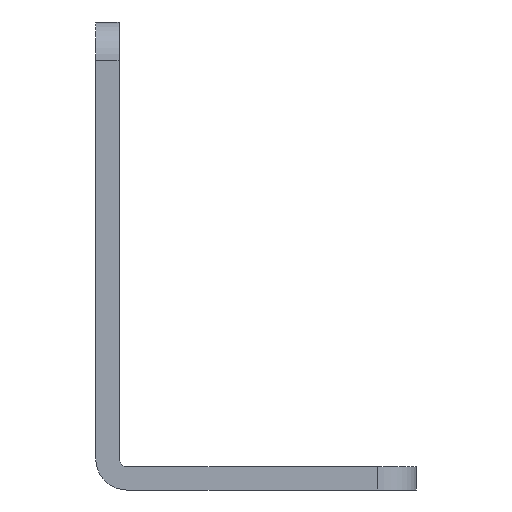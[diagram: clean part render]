
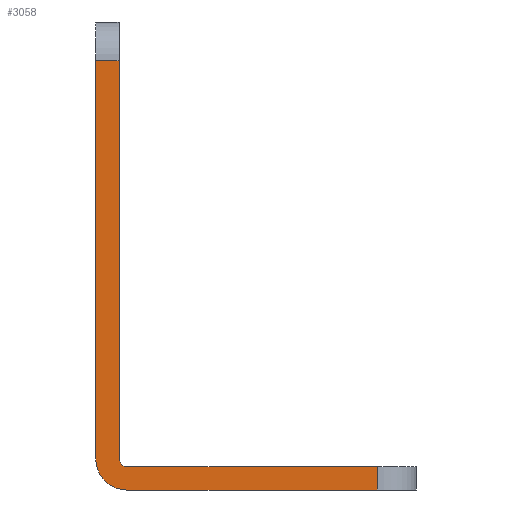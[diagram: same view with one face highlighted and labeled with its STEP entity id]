
A CAD part, left-side view. The second image highlights one B-rep face of the part: STEP entity #3058.
In plain terms, the highlighted planar face has unit normal (-1, 0, 0).
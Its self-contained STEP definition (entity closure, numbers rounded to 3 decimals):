
#97 = CARTESIAN_POINT ( 'NONE',  ( 0., 0., 4. ) ) ;
#169 = LINE ( 'NONE', #1789, #1164 ) ;
#181 = DIRECTION ( 'NONE',  ( -1., 0., 0. ) ) ;
#243 = EDGE_CURVE ( 'NONE', #3098, #2372, #1874, .T. ) ;
#305 = CARTESIAN_POINT ( 'NONE',  ( 0., 3., 4. ) ) ;
#326 = DIRECTION ( 'NONE',  ( 0., 0., -1. ) ) ;
#411 = CARTESIAN_POINT ( 'NONE',  ( 0., 0., 60.3 ) ) ;
#432 = ORIENTED_EDGE ( 'NONE', *, *, #2163, .T. ) ;
#442 = CARTESIAN_POINT ( 'NONE',  ( 0., 3., 55.3 ) ) ;
#471 = CARTESIAN_POINT ( 'NONE',  ( 0., -1., 3. ) ) ;
#619 = EDGE_CURVE ( 'NONE', #885, #1032, #2269, .T. ) ;
#654 = EDGE_CURVE ( 'NONE', #1987, #2372, #1396, .T. ) ;
#772 = CARTESIAN_POINT ( 'NONE',  ( 0., -1., 4. ) ) ;
#805 = ORIENTED_EDGE ( 'NONE', *, *, #2679, .T. ) ;
#885 = VERTEX_POINT ( 'NONE', #97 ) ;
#897 = ORIENTED_EDGE ( 'NONE', *, *, #654, .F. ) ;
#914 = LINE ( 'NONE', #3219, #3717 ) ;
#991 = VECTOR ( 'NONE', #2821, 1000. ) ;
#1032 = VERTEX_POINT ( 'NONE', #471 ) ;
#1059 = ORIENTED_EDGE ( 'NONE', *, *, #3612, .T. ) ;
#1069 = DIRECTION ( 'NONE',  ( -1., 0., 0. ) ) ;
#1073 = LINE ( 'NONE', #3095, #991 ) ;
#1137 = DIRECTION ( 'NONE',  ( 0., 1., 0. ) ) ;
#1162 = PLANE ( 'NONE',  #3587 ) ;
#1164 = VECTOR ( 'NONE', #1137, 1000. ) ;
#1320 = AXIS2_PLACEMENT_3D ( 'NONE', #772, #1069, #2393 ) ;
#1396 = LINE ( 'NONE', #3329, #4161 ) ;
#1552 = CARTESIAN_POINT ( 'NONE',  ( 0., -1., 0. ) ) ;
#1630 = DIRECTION ( 'NONE',  ( 0., 1., 0. ) ) ;
#1718 = DIRECTION ( 'NONE',  ( 0., 1., 0. ) ) ;
#1789 = CARTESIAN_POINT ( 'NONE',  ( 0., 0.563, 3. ) ) ;
#1821 = DIRECTION ( 'NONE',  ( -1., 0., 0. ) ) ;
#1867 = CARTESIAN_POINT ( 'NONE',  ( 0., -1., 4. ) ) ;
#1874 = CIRCLE ( 'NONE', #2206, 4. ) ;
#1937 = VERTEX_POINT ( 'NONE', #3827 ) ;
#1949 = LINE ( 'NONE', #3260, #3714 ) ;
#1987 = VERTEX_POINT ( 'NONE', #4147 ) ;
#2088 = FACE_OUTER_BOUND ( 'NONE', #3867, .T. ) ;
#2103 = CARTESIAN_POINT ( 'NONE',  ( 0., -33.3, 3. ) ) ;
#2117 = EDGE_CURVE ( 'NONE', #1937, #885, #2238, .T. ) ;
#2163 = EDGE_CURVE ( 'NONE', #3399, #1032, #169, .T. ) ;
#2206 = AXIS2_PLACEMENT_3D ( 'NONE', #1867, #181, #2756 ) ;
#2238 = LINE ( 'NONE', #411, #2443 ) ;
#2269 = CIRCLE ( 'NONE', #1320, 1. ) ;
#2365 = ORIENTED_EDGE ( 'NONE', *, *, #2117, .F. ) ;
#2372 = VERTEX_POINT ( 'NONE', #1552 ) ;
#2393 = DIRECTION ( 'NONE',  ( 0., 0., 1. ) ) ;
#2443 = VECTOR ( 'NONE', #326, 1000. ) ;
#2452 = ORIENTED_EDGE ( 'NONE', *, *, #619, .F. ) ;
#2679 = EDGE_CURVE ( 'NONE', #2868, #3098, #914, .T. ) ;
#2718 = CARTESIAN_POINT ( 'NONE',  ( 0., 3., 60.3 ) ) ;
#2756 = DIRECTION ( 'NONE',  ( 0., -1., 0. ) ) ;
#2821 = DIRECTION ( 'NONE',  ( 0., 0., 1. ) ) ;
#2868 = VERTEX_POINT ( 'NONE', #442 ) ;
#2906 = DIRECTION ( 'NONE',  ( 0., 0., -1. ) ) ;
#2967 = ORIENTED_EDGE ( 'NONE', *, *, #4049, .T. ) ;
#3018 = ORIENTED_EDGE ( 'NONE', *, *, #243, .T. ) ;
#3058 = ADVANCED_FACE ( 'NONE', ( #2088 ), #1162, .T. ) ;
#3095 = CARTESIAN_POINT ( 'NONE',  ( 0., -33.3, 3. ) ) ;
#3098 = VERTEX_POINT ( 'NONE', #305 ) ;
#3113 = DIRECTION ( 'NONE',  ( 0., 0., 1. ) ) ;
#3219 = CARTESIAN_POINT ( 'NONE',  ( 0., 3., 60.3 ) ) ;
#3260 = CARTESIAN_POINT ( 'NONE',  ( 0., 3., 55.3 ) ) ;
#3329 = CARTESIAN_POINT ( 'NONE',  ( 0., 0.563, 0. ) ) ;
#3399 = VERTEX_POINT ( 'NONE', #2103 ) ;
#3587 = AXIS2_PLACEMENT_3D ( 'NONE', #2718, #1821, #3113 ) ;
#3612 = EDGE_CURVE ( 'NONE', #1937, #2868, #1949, .T. ) ;
#3714 = VECTOR ( 'NONE', #1630, 1000. ) ;
#3717 = VECTOR ( 'NONE', #2906, 1000. ) ;
#3827 = CARTESIAN_POINT ( 'NONE',  ( 0., 0., 55.3 ) ) ;
#3867 = EDGE_LOOP ( 'NONE', ( #805, #3018, #897, #2967, #432, #2452, #2365, #1059 ) ) ;
#4049 = EDGE_CURVE ( 'NONE', #1987, #3399, #1073, .T. ) ;
#4147 = CARTESIAN_POINT ( 'NONE',  ( 0., -33.3, 0. ) ) ;
#4161 = VECTOR ( 'NONE', #1718, 1000. ) ;
